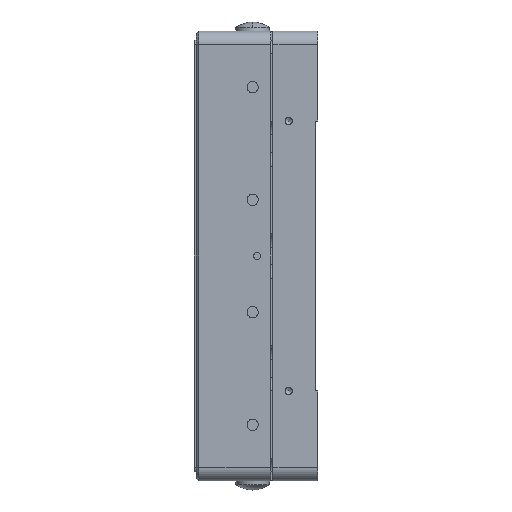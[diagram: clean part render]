
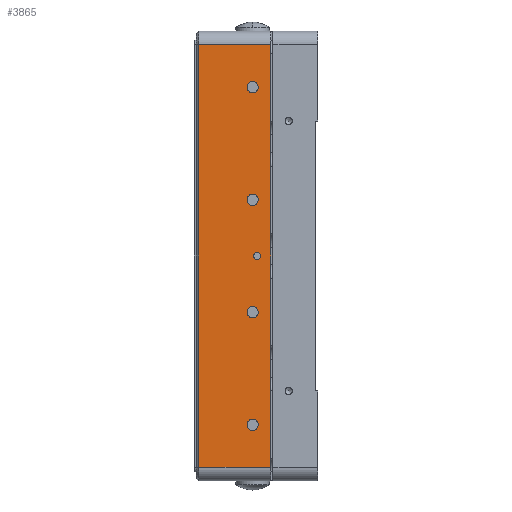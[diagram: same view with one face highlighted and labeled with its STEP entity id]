
A CAD part, left-side view. The second image highlights one B-rep face of the part: STEP entity #3865.
In plain terms, the highlighted planar face has unit normal (-1, 0, 0).
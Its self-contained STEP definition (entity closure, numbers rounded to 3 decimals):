
#269 = ORIENTED_EDGE ( 'NONE', *, *, #920, .T. ) ;
#446 = VERTEX_POINT ( 'NONE', #17110 ) ;
#618 = CARTESIAN_POINT ( 'NONE',  ( -50., 4.5, -12.5 ) ) ;
#696 = DIRECTION ( 'NONE',  ( 1., 0., 0. ) ) ;
#920 = EDGE_CURVE ( 'NONE', #7485, #7485, #19148, .T. ) ;
#1075 = CIRCLE ( 'NONE', #25752, 1.25 ) ;
#1242 = AXIS2_PLACEMENT_3D ( 'NONE', #15187, #5522, #10333 ) ;
#1677 = CARTESIAN_POINT ( 'NONE',  ( -50., 0.5, 47. ) ) ;
#1723 = ORIENTED_EDGE ( 'NONE', *, *, #16772, .T. ) ;
#1825 = DIRECTION ( 'NONE',  ( -1., 0., 0. ) ) ;
#1978 = FACE_BOUND ( 'NONE', #11056, .T. ) ;
#2344 = CARTESIAN_POINT ( 'NONE',  ( -50., 3.5, 0.8 ) ) ;
#2427 = DIRECTION ( 'NONE',  ( 1., 0., 0. ) ) ;
#2738 = CARTESIAN_POINT ( 'NONE',  ( -50., 4.5, 37.5 ) ) ;
#3021 = CARTESIAN_POINT ( 'NONE',  ( -50., 4.5, 12.5 ) ) ;
#3177 = EDGE_CURVE ( 'NONE', #14886, #14886, #27056, .T. ) ;
#3865 = ADVANCED_FACE ( 'NONE', ( #9077, #18338, #27557, #6811, #1978, #15608 ), #4110, .T. ) ;
#4110 = PLANE ( 'NONE',  #20826 ) ;
#4536 = VECTOR ( 'NONE', #5337, 1000. ) ;
#5337 = DIRECTION ( 'NONE',  ( 0., 0., 1. ) ) ;
#5372 = CIRCLE ( 'NONE', #22282, 1.25 ) ;
#5522 = DIRECTION ( 'NONE',  ( 1., 0., 0. ) ) ;
#5564 = CARTESIAN_POINT ( 'NONE',  ( -50., 0.5, -47. ) ) ;
#5986 = EDGE_CURVE ( 'NONE', #17904, #17904, #1075, .T. ) ;
#6109 = ORIENTED_EDGE ( 'NONE', *, *, #23580, .T. ) ;
#6405 = CARTESIAN_POINT ( 'NONE',  ( -50., 4.5, 13.75 ) ) ;
#6508 = EDGE_LOOP ( 'NONE', ( #269 ) ) ;
#6811 = FACE_BOUND ( 'NONE', #11117, .T. ) ;
#6812 = DIRECTION ( 'NONE',  ( 0., 0., 1. ) ) ;
#7018 = ORIENTED_EDGE ( 'NONE', *, *, #18639, .F. ) ;
#7485 = VERTEX_POINT ( 'NONE', #2344 ) ;
#7707 = AXIS2_PLACEMENT_3D ( 'NONE', #28676, #696, #7933 ) ;
#7933 = DIRECTION ( 'NONE',  ( 0., 0., 1. ) ) ;
#7971 = DIRECTION ( 'NONE',  ( 0., 0., 1. ) ) ;
#8735 = EDGE_CURVE ( 'NONE', #25122, #18675, #15095, .T. ) ;
#8764 = ORIENTED_EDGE ( 'NONE', *, *, #19266, .F. ) ;
#8800 = VECTOR ( 'NONE', #16119, 1000. ) ;
#9077 = FACE_BOUND ( 'NONE', #6508, .T. ) ;
#9719 = CARTESIAN_POINT ( 'NONE',  ( -50., 0.5, -50. ) ) ;
#9843 = DIRECTION ( 'NONE',  ( 1., 0., 0. ) ) ;
#9930 = ORIENTED_EDGE ( 'NONE', *, *, #8735, .F. ) ;
#10181 = EDGE_LOOP ( 'NONE', ( #8764, #9930, #7018, #16273 ) ) ;
#10333 = DIRECTION ( 'NONE',  ( 0., 0., 1. ) ) ;
#11038 = DIRECTION ( 'NONE',  ( 0., 0., 1. ) ) ;
#11056 = EDGE_LOOP ( 'NONE', ( #1723 ) ) ;
#11117 = EDGE_LOOP ( 'NONE', ( #16317 ) ) ;
#11260 = VERTEX_POINT ( 'NONE', #1677 ) ;
#12259 = VECTOR ( 'NONE', #27036, 1000. ) ;
#13263 = AXIS2_PLACEMENT_3D ( 'NONE', #618, #9843, #29771 ) ;
#14886 = VERTEX_POINT ( 'NONE', #21431 ) ;
#15095 = LINE ( 'NONE', #28865, #29677 ) ;
#15187 = CARTESIAN_POINT ( 'NONE',  ( -50., 3.5, 0. ) ) ;
#15608 = FACE_OUTER_BOUND ( 'NONE', #10181, .T. ) ;
#16064 = CARTESIAN_POINT ( 'NONE',  ( -50., 17.5, -50. ) ) ;
#16119 = DIRECTION ( 'NONE',  ( 0., -1., 0. ) ) ;
#16273 = ORIENTED_EDGE ( 'NONE', *, *, #23117, .T. ) ;
#16317 = ORIENTED_EDGE ( 'NONE', *, *, #5986, .T. ) ;
#16772 = EDGE_CURVE ( 'NONE', #446, #446, #5372, .T. ) ;
#16863 = ORIENTED_EDGE ( 'NONE', *, *, #3177, .T. ) ;
#17097 = DIRECTION ( 'NONE',  ( 1., 0., 0. ) ) ;
#17110 = CARTESIAN_POINT ( 'NONE',  ( -50., 4.5, 38.75 ) ) ;
#17359 = CARTESIAN_POINT ( 'NONE',  ( -50., -21.661, -47. ) ) ;
#17904 = VERTEX_POINT ( 'NONE', #6405 ) ;
#18338 = FACE_BOUND ( 'NONE', #27312, .T. ) ;
#18639 = EDGE_CURVE ( 'NONE', #19657, #25122, #26764, .T. ) ;
#18675 = VERTEX_POINT ( 'NONE', #20236 ) ;
#19148 = CIRCLE ( 'NONE', #1242, 0.8 ) ;
#19266 = EDGE_CURVE ( 'NONE', #18675, #11260, #27313, .T. ) ;
#19657 = VERTEX_POINT ( 'NONE', #5564 ) ;
#20236 = CARTESIAN_POINT ( 'NONE',  ( -50., 16.5, 47. ) ) ;
#20507 = CIRCLE ( 'NONE', #13263, 1.25 ) ;
#20826 = AXIS2_PLACEMENT_3D ( 'NONE', #16064, #1825, #11038 ) ;
#21286 = CARTESIAN_POINT ( 'NONE',  ( -50., 16.5, -47. ) ) ;
#21431 = CARTESIAN_POINT ( 'NONE',  ( -50., 4.5, -36.25 ) ) ;
#22282 = AXIS2_PLACEMENT_3D ( 'NONE', #2738, #2427, #6812 ) ;
#23117 = EDGE_CURVE ( 'NONE', #19657, #11260, #26077, .T. ) ;
#23580 = EDGE_CURVE ( 'NONE', #24761, #24761, #20507, .T. ) ;
#24761 = VERTEX_POINT ( 'NONE', #28291 ) ;
#25122 = VERTEX_POINT ( 'NONE', #21286 ) ;
#25752 = AXIS2_PLACEMENT_3D ( 'NONE', #3021, #17097, #28581 ) ;
#26077 = LINE ( 'NONE', #9719, #4536 ) ;
#26764 = LINE ( 'NONE', #17359, #12259 ) ;
#26973 = EDGE_LOOP ( 'NONE', ( #6109 ) ) ;
#27036 = DIRECTION ( 'NONE',  ( 0., 1., 0. ) ) ;
#27056 = CIRCLE ( 'NONE', #7707, 1.25 ) ;
#27312 = EDGE_LOOP ( 'NONE', ( #16863 ) ) ;
#27313 = LINE ( 'NONE', #27608, #8800 ) ;
#27557 = FACE_BOUND ( 'NONE', #26973, .T. ) ;
#27608 = CARTESIAN_POINT ( 'NONE',  ( -50., 39.661, 47. ) ) ;
#28291 = CARTESIAN_POINT ( 'NONE',  ( -50., 4.5, -11.25 ) ) ;
#28581 = DIRECTION ( 'NONE',  ( 0., 0., 1. ) ) ;
#28676 = CARTESIAN_POINT ( 'NONE',  ( -50., 4.5, -37.5 ) ) ;
#28865 = CARTESIAN_POINT ( 'NONE',  ( -50., 16.5, 0. ) ) ;
#29677 = VECTOR ( 'NONE', #7971, 1000. ) ;
#29771 = DIRECTION ( 'NONE',  ( 0., 0., 1. ) ) ;
